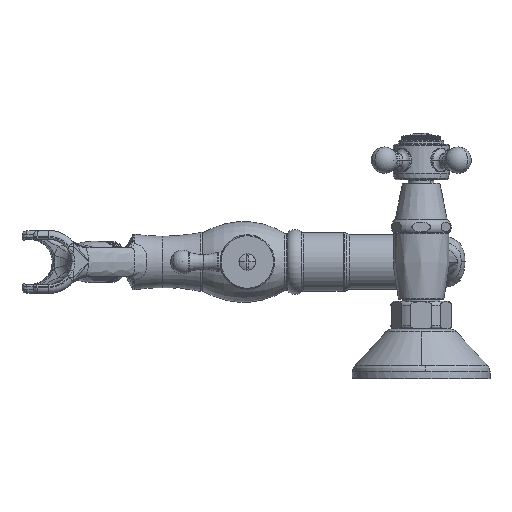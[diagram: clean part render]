
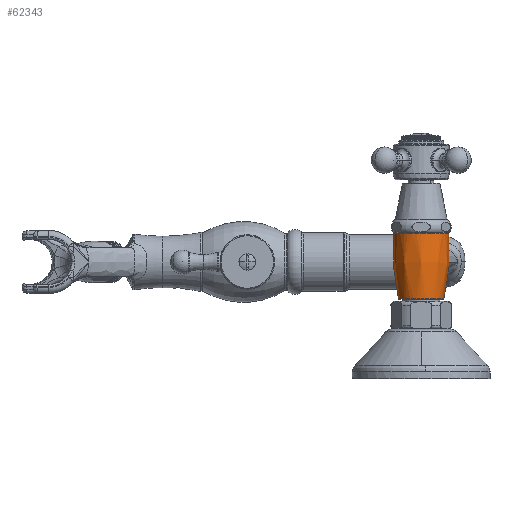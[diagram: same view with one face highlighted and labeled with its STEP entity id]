
A CAD part, left-side view. The second image highlights one B-rep face of the part: STEP entity #62343.
In plain terms, the highlighted free-form (B-spline) face has degree [3, 3] with [5, 4] control points.
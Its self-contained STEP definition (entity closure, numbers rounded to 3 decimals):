
#4858 = VERTEX_POINT ( 'NONE', #27874 ) ;
#9819 = VERTEX_POINT ( 'NONE', #97204 ) ;
#11638 = CARTESIAN_POINT ( 'NONE',  ( -115.947, 6.321, -1.453 ) ) ;
#12541 = DIRECTION ( 'NONE',  ( 0., 0., 1. ) ) ;
#12908 = CARTESIAN_POINT ( 'NONE',  ( -111.833, 8.378, -12.414 ) ) ;
#17460 = ORIENTED_EDGE ( 'NONE', *, *, #132526, .T. ) ;
#21415 = CARTESIAN_POINT ( 'NONE',  ( -86.322, 33.889, -12.414 ) ) ;
#25157 = FACE_OUTER_BOUND ( 'NONE', #134817, .T. ) ;
#25523 = CARTESIAN_POINT ( 'NONE',  ( -86.322, 9.556, -18.594 ) ) ;
#26160 = CARTESIAN_POINT ( 'NONE',  ( -86.322, 35.408, 9.673 ) ) ;
#26403 =( BOUNDED_SURFACE ( )  B_SPLINE_SURFACE ( 3, 3, ( 
 ( #97387, #82865, #27436, #25523 ),
 ( #83497, #156621, #12908, #126411 ),
 ( #140884, #98665, #11638, #54468 ),
 ( #26160, #40675, #141508, #55072 ),
 ( #155987, #170539, #185037, #26803 ) ),
 .UNSPECIFIED., .F., .F., .F. ) 
 B_SPLINE_SURFACE_WITH_KNOTS ( ( 4, 1, 4 ),
 ( 4, 4 ),
 ( 0.012, 0.561, 0.986 ),
 ( 0., 1. ),
 .UNSPECIFIED. ) 
 GEOMETRIC_REPRESENTATION_ITEM ( )  RATIONAL_B_SPLINE_SURFACE ( (
 ( 1., 0.333, 0.333, 1.),
 ( 1., 0.333, 0.333, 1.),
 ( 1., 0.333, 0.333, 1.),
 ( 1., 0.333, 0.333, 1.),
 ( 1., 0.333, 0.333, 1.) ) ) 
 REPRESENTATION_ITEM ( '' )  SURFACE ( )  );
#26803 = CARTESIAN_POINT ( 'NONE',  ( -86.322, 7.109, 14.526 ) ) ;
#27078 = DIRECTION ( 'NONE',  ( 1., 0., 0. ) ) ;
#27436 = CARTESIAN_POINT ( 'NONE',  ( -109.477, 9.556, -18.594 ) ) ;
#27874 = CARTESIAN_POINT ( 'NONE',  ( -100.347, 21.134, 14.526 ) ) ;
#28744 = EDGE_CURVE ( 'NONE', #9819, #68416, #42318, .T. ) ;
#31168 = ORIENTED_EDGE ( 'NONE', *, *, #68163, .T. ) ;
#38990 = CARTESIAN_POINT ( 'NONE',  ( -86.322, 6.321, -1.453 ) ) ;
#40675 = CARTESIAN_POINT ( 'NONE',  ( -114.871, 35.408, 9.673 ) ) ;
#42318 = CIRCLE ( 'NONE', #120137, 11.577 ) ;
#45226 = CARTESIAN_POINT ( 'NONE',  ( -86.322, 9.556, -18.594 ) ) ;
#46004 = ORIENTED_EDGE ( 'NONE', *, *, #87090, .F. ) ;
#49057 = DIRECTION ( 'NONE',  ( 0., 0., -1. ) ) ;
#52225 = AXIS2_PLACEMENT_3D ( 'NONE', #79899, #49057, #122220 ) ;
#54009 = CARTESIAN_POINT ( 'NONE',  ( -86.322, 9.556, -18.594 ) ) ;
#54468 = CARTESIAN_POINT ( 'NONE',  ( -86.322, 6.321, -1.453 ) ) ;
#55072 = CARTESIAN_POINT ( 'NONE',  ( -86.322, 6.859, 9.673 ) ) ;
#62343 = ADVANCED_FACE ( 'NONE', ( #25157 ), #26403, .F. ) ;
#65602 = B_SPLINE_CURVE_WITH_KNOTS ( 'NONE', 3,
 ( #54009, #141060, #38990, #96933, #140451 ),
 .UNSPECIFIED., .F., .F.,
 ( 4, 1, 4 ),
 ( 0.012, 0.561, 0.986 ),
 .UNSPECIFIED. ) ;
#68163 = EDGE_CURVE ( 'NONE', #68416, #133695, #65602, .T. ) ;
#68416 = VERTEX_POINT ( 'NONE', #45226 ) ;
#74872 = CARTESIAN_POINT ( 'NONE',  ( -86.322, 7.109, 14.526 ) ) ;
#76222 = EDGE_CURVE ( 'NONE', #4858, #76545, #151161, .T. ) ;
#76545 = VERTEX_POINT ( 'NONE', #172991 ) ;
#77217 = B_SPLINE_CURVE_WITH_KNOTS ( 'NONE', 3,
 ( #107215, #21415, #165785, #92652, #167013 ),
 .UNSPECIFIED., .F., .F.,
 ( 4, 1, 4 ),
 ( 0.012, 0.561, 0.986 ),
 .UNSPECIFIED. ) ;
#79669 = AXIS2_PLACEMENT_3D ( 'NONE', #131041, #86282, #129805 ) ;
#79899 = CARTESIAN_POINT ( 'NONE',  ( -86.322, 21.134, 14.526 ) ) ;
#81985 = CIRCLE ( 'NONE', #79669, 11.577 ) ;
#82865 = CARTESIAN_POINT ( 'NONE',  ( -109.477, 32.711, -18.594 ) ) ;
#83497 = CARTESIAN_POINT ( 'NONE',  ( -86.322, 33.889, -12.414 ) ) ;
#84868 = EDGE_CURVE ( 'NONE', #133695, #4858, #134849, .T. ) ;
#86282 = DIRECTION ( 'NONE',  ( 0., 0., 1. ) ) ;
#87090 = EDGE_CURVE ( 'NONE', #178029, #76545, #77217, .T. ) ;
#92652 = CARTESIAN_POINT ( 'NONE',  ( -86.322, 35.408, 9.673 ) ) ;
#96933 = CARTESIAN_POINT ( 'NONE',  ( -86.322, 6.859, 9.673 ) ) ;
#97204 = CARTESIAN_POINT ( 'NONE',  ( -97.9, 21.134, -18.594 ) ) ;
#97387 = CARTESIAN_POINT ( 'NONE',  ( -86.322, 32.711, -18.594 ) ) ;
#98665 = CARTESIAN_POINT ( 'NONE',  ( -115.947, 35.946, -1.453 ) ) ;
#107215 = CARTESIAN_POINT ( 'NONE',  ( -86.322, 32.711, -18.594 ) ) ;
#107348 = CARTESIAN_POINT ( 'NONE',  ( -86.322, 32.711, -18.594 ) ) ;
#117434 = DIRECTION ( 'NONE',  ( 0., 0., -1. ) ) ;
#118492 = ORIENTED_EDGE ( 'NONE', *, *, #28744, .T. ) ;
#120137 = AXIS2_PLACEMENT_3D ( 'NONE', #170814, #12541, #27078 ) ;
#122220 = DIRECTION ( 'NONE',  ( 1., 0., 0. ) ) ;
#126411 = CARTESIAN_POINT ( 'NONE',  ( -86.322, 8.378, -12.414 ) ) ;
#129805 = DIRECTION ( 'NONE',  ( 1., 0., 0. ) ) ;
#131041 = CARTESIAN_POINT ( 'NONE',  ( -86.322, 21.134, -18.594 ) ) ;
#131298 = DIRECTION ( 'NONE',  ( 1., 0., 0. ) ) ;
#132526 = EDGE_CURVE ( 'NONE', #178029, #9819, #81985, .T. ) ;
#133695 = VERTEX_POINT ( 'NONE', #74872 ) ;
#134817 = EDGE_LOOP ( 'NONE', ( #118492, #31168, #178282, #166829, #46004, #17460 ) ) ;
#134849 = CIRCLE ( 'NONE', #162899, 14.024 ) ;
#140451 = CARTESIAN_POINT ( 'NONE',  ( -86.322, 7.109, 14.526 ) ) ;
#140884 = CARTESIAN_POINT ( 'NONE',  ( -86.322, 35.946, -1.453 ) ) ;
#141060 = CARTESIAN_POINT ( 'NONE',  ( -86.322, 8.378, -12.414 ) ) ;
#141508 = CARTESIAN_POINT ( 'NONE',  ( -114.871, 6.859, 9.673 ) ) ;
#143888 = CARTESIAN_POINT ( 'NONE',  ( -86.322, 21.134, 14.526 ) ) ;
#151161 = CIRCLE ( 'NONE', #52225, 14.024 ) ;
#155987 = CARTESIAN_POINT ( 'NONE',  ( -86.322, 35.158, 14.526 ) ) ;
#156621 = CARTESIAN_POINT ( 'NONE',  ( -111.833, 33.889, -12.414 ) ) ;
#162899 = AXIS2_PLACEMENT_3D ( 'NONE', #143888, #117434, #131298 ) ;
#165785 = CARTESIAN_POINT ( 'NONE',  ( -86.322, 35.946, -1.453 ) ) ;
#166829 = ORIENTED_EDGE ( 'NONE', *, *, #76222, .T. ) ;
#167013 = CARTESIAN_POINT ( 'NONE',  ( -86.322, 35.158, 14.526 ) ) ;
#170539 = CARTESIAN_POINT ( 'NONE',  ( -114.371, 35.158, 14.526 ) ) ;
#170814 = CARTESIAN_POINT ( 'NONE',  ( -86.322, 21.134, -18.594 ) ) ;
#172991 = CARTESIAN_POINT ( 'NONE',  ( -86.322, 35.158, 14.526 ) ) ;
#178029 = VERTEX_POINT ( 'NONE', #107348 ) ;
#178282 = ORIENTED_EDGE ( 'NONE', *, *, #84868, .T. ) ;
#185037 = CARTESIAN_POINT ( 'NONE',  ( -114.371, 7.109, 14.526 ) ) ;
